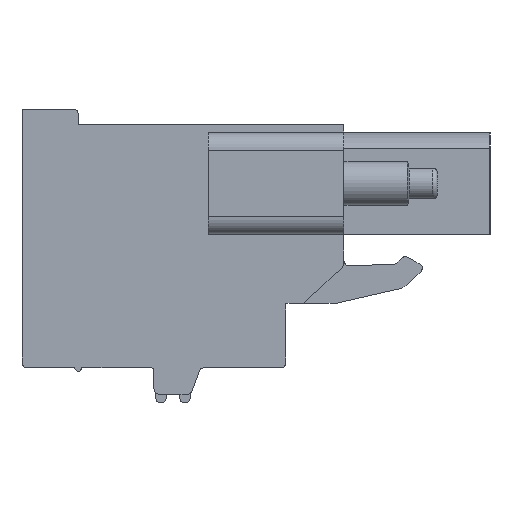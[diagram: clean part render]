
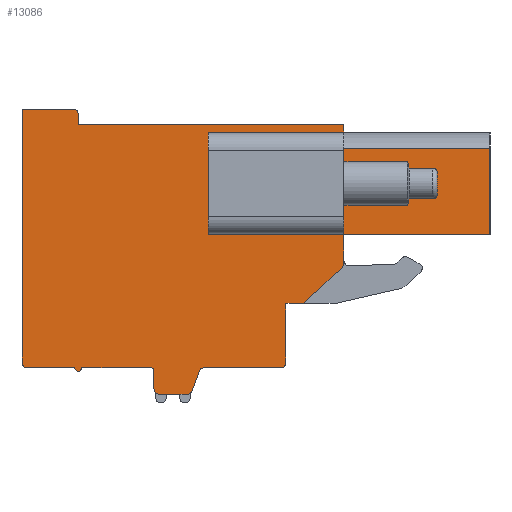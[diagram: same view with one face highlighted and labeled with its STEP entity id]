
A CAD part, left-side view. The second image highlights one B-rep face of the part: STEP entity #13086.
In plain terms, the highlighted planar face has unit normal (-1, 0, 0).
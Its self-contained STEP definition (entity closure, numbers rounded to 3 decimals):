
#1=DIRECTION('',(0.,0.,-1.));
#2=VECTOR('',#1,1.325);
#3=CARTESIAN_POINT('',(0.,-5.66,6.96));
#4=LINE('',#3,#2);
#5=DIRECTION('',(0.,1.,0.));
#6=VECTOR('',#5,8.3);
#7=CARTESIAN_POINT('',(0.,-13.96,5.635));
#8=LINE('',#7,#6);
#9=DIRECTION('',(0.,1.,0.));
#10=VECTOR('',#9,8.3);
#11=CARTESIAN_POINT('',(0.,-13.96,0.73));
#12=LINE('',#11,#10);
#13=DIRECTION('',(0.,0.,-1.));
#14=VECTOR('',#13,1.64);
#15=CARTESIAN_POINT('',(0.,-5.66,0.73));
#16=LINE('',#15,#14);
#17=CARTESIAN_POINT('',(0.,-5.36,-0.91));
#18=DIRECTION('',(1.,0.,0.));
#19=DIRECTION('',(0.,-1.,0.));
#20=AXIS2_PLACEMENT_3D('',#17,#18,#19);
#22=DIRECTION('',(0.,0.731,-0.683));
#23=VECTOR('',#22,3.018);
#24=CARTESIAN_POINT('',(0.,-5.565,-1.129));
#25=LINE('',#24,#23);
#26=DIRECTION('',(0.,1.,0.));
#27=VECTOR('',#26,1.);
#28=CARTESIAN_POINT('',(0.,-3.36,-3.19));
#29=LINE('',#28,#27);
#30=DIRECTION('',(0.,0.,-1.));
#31=VECTOR('',#30,0.5);
#32=CARTESIAN_POINT('',(0.,-2.36,-3.19));
#33=LINE('',#32,#31);
#34=DIRECTION('',(0.,0.,-1.));
#35=VECTOR('',#34,2.35);
#36=CARTESIAN_POINT('',(0.,-2.36,-3.69));
#37=LINE('',#36,#35);
#38=DIRECTION('',(0.,0.,-1.));
#39=VECTOR('',#38,0.5);
#40=CARTESIAN_POINT('',(0.,-2.36,-6.04));
#41=LINE('',#40,#39);
#42=CARTESIAN_POINT('',(0.,-2.06,-6.54));
#43=DIRECTION('',(1.,0.,0.));
#44=DIRECTION('',(0.,-1.,0.));
#45=AXIS2_PLACEMENT_3D('',#42,#43,#44);
#47=DIRECTION('',(0.,1.,0.));
#48=VECTOR('',#47,4.34);
#49=CARTESIAN_POINT('',(0.,-2.06,-6.84));
#50=LINE('',#49,#48);
#51=CARTESIAN_POINT('',(0.,2.28,-7.14));
#52=DIRECTION('',(-1.,0.,0.));
#53=DIRECTION('',(0.,0.,1.));
#54=AXIS2_PLACEMENT_3D('',#51,#52,#53);
#56=DIRECTION('',(0.,0.345,-0.939));
#57=VECTOR('',#56,1.179);
#58=CARTESIAN_POINT('',(0.,2.562,-7.037));
#59=LINE('',#58,#57);
#60=CARTESIAN_POINT('',(0.,3.25,-8.04));
#61=DIRECTION('',(1.,0.,0.));
#62=DIRECTION('',(0.,-0.939,-0.345));
#63=AXIS2_PLACEMENT_3D('',#60,#61,#62);
#65=DIRECTION('',(0.,1.,0.));
#66=VECTOR('',#65,1.59);
#67=CARTESIAN_POINT('',(0.,3.25,-8.34));
#68=LINE('',#67,#66);
#69=CARTESIAN_POINT('',(0.,4.84,-8.04));
#70=DIRECTION('',(1.,0.,0.));
#71=DIRECTION('',(0.,0.,-1.));
#72=AXIS2_PLACEMENT_3D('',#69,#70,#71);
#74=DIRECTION('',(0.,0.,1.));
#75=VECTOR('',#74,1.);
#76=CARTESIAN_POINT('',(0.,5.14,-8.04));
#77=LINE('',#76,#75);
#78=CARTESIAN_POINT('',(0.,5.34,-7.04));
#79=DIRECTION('',(-1.,0.,0.));
#80=DIRECTION('',(0.,-1.,0.));
#81=AXIS2_PLACEMENT_3D('',#78,#79,#80);
#83=DIRECTION('',(0.,1.,0.));
#84=VECTOR('',#83,3.9);
#85=CARTESIAN_POINT('',(0.,5.34,-6.84));
#86=LINE('',#85,#84);
#87=CARTESIAN_POINT('',(0.,9.44,-6.84));
#88=DIRECTION('',(1.,0.,0.));
#89=DIRECTION('',(0.,-1.,0.));
#90=AXIS2_PLACEMENT_3D('',#87,#88,#89);
#92=DIRECTION('',(0.,1.,0.));
#93=VECTOR('',#92,2.7);
#94=CARTESIAN_POINT('',(0.,9.64,-6.84));
#95=LINE('',#94,#93);
#96=CARTESIAN_POINT('',(0.,12.34,-6.54));
#97=DIRECTION('',(1.,0.,0.));
#98=DIRECTION('',(0.,0.,-1.));
#99=AXIS2_PLACEMENT_3D('',#96,#97,#98);
#101=DIRECTION('',(0.,0.,1.));
#102=VECTOR('',#101,0.5);
#103=CARTESIAN_POINT('',(0.,12.64,-6.54));
#104=LINE('',#103,#102);
#105=DIRECTION('',(0.,0.,1.));
#106=VECTOR('',#105,13.9);
#107=CARTESIAN_POINT('',(0.,12.64,-6.04));
#108=LINE('',#107,#106);
#109=DIRECTION('',(0.,-1.,0.));
#110=VECTOR('',#109,2.9);
#111=CARTESIAN_POINT('',(0.,12.64,7.86));
#112=LINE('',#111,#110);
#113=CARTESIAN_POINT('',(0.,9.74,7.56));
#114=DIRECTION('',(1.,0.,0.));
#115=DIRECTION('',(0.,0.,1.));
#116=AXIS2_PLACEMENT_3D('',#113,#114,#115);
#118=DIRECTION('',(0.,0.,-1.));
#119=VECTOR('',#118,0.6);
#120=CARTESIAN_POINT('',(0.,9.44,7.56));
#121=LINE('',#120,#119);
#122=DIRECTION('',(0.,-1.,0.));
#123=VECTOR('',#122,15.1);
#124=CARTESIAN_POINT('',(0.,9.44,6.96));
#125=LINE('',#124,#123);
#126=DIRECTION('',(0.,-1.,0.));
#127=VECTOR('',#126,6.1);
#128=CARTESIAN_POINT('',(0.,2.04,0.73));
#129=LINE('',#128,#127);
#130=DIRECTION('',(0.,0.,1.));
#131=VECTOR('',#130,5.8);
#132=CARTESIAN_POINT('',(0.,-4.06,0.73));
#133=LINE('',#132,#131);
#134=DIRECTION('',(0.,1.,0.));
#135=VECTOR('',#134,6.1);
#136=CARTESIAN_POINT('',(0.,-4.06,6.53));
#137=LINE('',#136,#135);
#8018=DIRECTION('',(0.,0.,1.));
#8019=VECTOR('',#8018,4.905);
#8020=CARTESIAN_POINT('',(0.,-13.96,0.73));
#8021=LINE('',#8020,#8019);
#9652=DIRECTION('',(0.,0.,1.));
#9653=VECTOR('',#9652,5.8);
#9654=CARTESIAN_POINT('',(0.,2.04,0.73));
#9655=LINE('',#9654,#9653);
#9913=CARTESIAN_POINT('',(0.,12.34,-6.84));
#9914=CARTESIAN_POINT('',(0.,12.64,-6.54));
#9915=VERTEX_POINT('',#9913);
#9916=VERTEX_POINT('',#9914);
#9917=CARTESIAN_POINT('',(0.,12.64,-6.04));
#9918=VERTEX_POINT('',#9917);
#9919=CARTESIAN_POINT('',(0.,12.64,7.86));
#9920=VERTEX_POINT('',#9919);
#9921=CARTESIAN_POINT('',(0.,9.74,7.86));
#9922=VERTEX_POINT('',#9921);
#9923=CARTESIAN_POINT('',(0.,9.44,7.56));
#9924=VERTEX_POINT('',#9923);
#9925=CARTESIAN_POINT('',(0.,9.44,6.96));
#9926=VERTEX_POINT('',#9925);
#9927=CARTESIAN_POINT('',(0.,-5.66,6.96));
#9928=VERTEX_POINT('',#9927);
#9929=CARTESIAN_POINT('',(0.,-5.66,-0.91));
#9930=CARTESIAN_POINT('',(0.,-5.565,-1.129));
#9931=VERTEX_POINT('',#9929);
#9932=VERTEX_POINT('',#9930);
#9933=CARTESIAN_POINT('',(0.,-3.36,-3.19));
#9934=VERTEX_POINT('',#9933);
#9935=CARTESIAN_POINT('',(0.,-2.36,-3.19));
#9936=VERTEX_POINT('',#9935);
#9937=CARTESIAN_POINT('',(0.,-2.36,-3.69));
#9938=VERTEX_POINT('',#9937);
#9939=CARTESIAN_POINT('',(0.,-2.36,-6.04));
#9940=VERTEX_POINT('',#9939);
#9941=CARTESIAN_POINT('',(0.,-2.36,-6.54));
#9942=VERTEX_POINT('',#9941);
#9943=CARTESIAN_POINT('',(0.,-2.06,-6.84));
#9944=VERTEX_POINT('',#9943);
#9945=CARTESIAN_POINT('',(0.,2.28,-6.84));
#9946=VERTEX_POINT('',#9945);
#9947=CARTESIAN_POINT('',(0.,2.562,-7.037));
#9948=VERTEX_POINT('',#9947);
#9949=CARTESIAN_POINT('',(0.,2.968,-8.143));
#9950=VERTEX_POINT('',#9949);
#9951=CARTESIAN_POINT('',(0.,3.25,-8.34));
#9952=VERTEX_POINT('',#9951);
#9953=CARTESIAN_POINT('',(0.,4.84,-8.34));
#9954=VERTEX_POINT('',#9953);
#9955=CARTESIAN_POINT('',(0.,5.14,-8.04));
#9956=VERTEX_POINT('',#9955);
#9957=CARTESIAN_POINT('',(0.,5.14,-7.04));
#9958=VERTEX_POINT('',#9957);
#9959=CARTESIAN_POINT('',(0.,5.34,-6.84));
#9960=VERTEX_POINT('',#9959);
#9961=CARTESIAN_POINT('',(0.,9.24,-6.84));
#9962=VERTEX_POINT('',#9961);
#9963=CARTESIAN_POINT('',(0.,9.64,-6.84));
#9964=VERTEX_POINT('',#9963);
#10041=CARTESIAN_POINT('',(0.,-13.96,0.73));
#10042=VERTEX_POINT('',#10041);
#10043=CARTESIAN_POINT('',(0.,-5.66,0.73));
#10044=VERTEX_POINT('',#10043);
#10269=CARTESIAN_POINT('',(0.,-13.96,5.635));
#10271=VERTEX_POINT('',#10269);
#12845=CARTESIAN_POINT('',(0.,2.04,0.73));
#12846=CARTESIAN_POINT('',(0.,2.04,6.53));
#12847=VERTEX_POINT('',#12845);
#12848=VERTEX_POINT('',#12846);
#12853=CARTESIAN_POINT('',(0.,-4.06,0.73));
#12855=VERTEX_POINT('',#12853);
#12857=CARTESIAN_POINT('',(0.,-4.06,6.53));
#12859=VERTEX_POINT('',#12857);
#12861=CARTESIAN_POINT('',(0.,-5.66,5.635));
#12862=VERTEX_POINT('',#12861);
#13009=CARTESIAN_POINT('',(0.,0.,0.));
#13010=DIRECTION('',(1.,0.,0.));
#13011=DIRECTION('',(0.,-1.,0.));
#13012=AXIS2_PLACEMENT_3D('',#13009,#13010,#13011);
#13013=PLANE('',#13012);
#13015=ORIENTED_EDGE('',*,*,#13014,.T.);
#13017=ORIENTED_EDGE('',*,*,#13016,.F.);
#13019=ORIENTED_EDGE('',*,*,#13018,.F.);
#13021=ORIENTED_EDGE('',*,*,#13020,.T.);
#13023=ORIENTED_EDGE('',*,*,#13022,.T.);
#13025=ORIENTED_EDGE('',*,*,#13024,.T.);
#13027=ORIENTED_EDGE('',*,*,#13026,.T.);
#13029=ORIENTED_EDGE('',*,*,#13028,.T.);
#13031=ORIENTED_EDGE('',*,*,#13030,.T.);
#13033=ORIENTED_EDGE('',*,*,#13032,.T.);
#13035=ORIENTED_EDGE('',*,*,#13034,.T.);
#13037=ORIENTED_EDGE('',*,*,#13036,.T.);
#13039=ORIENTED_EDGE('',*,*,#13038,.T.);
#13041=ORIENTED_EDGE('',*,*,#13040,.T.);
#13043=ORIENTED_EDGE('',*,*,#13042,.T.);
#13045=ORIENTED_EDGE('',*,*,#13044,.T.);
#13047=ORIENTED_EDGE('',*,*,#13046,.T.);
#13049=ORIENTED_EDGE('',*,*,#13048,.T.);
#13051=ORIENTED_EDGE('',*,*,#13050,.T.);
#13053=ORIENTED_EDGE('',*,*,#13052,.T.);
#13055=ORIENTED_EDGE('',*,*,#13054,.T.);
#13057=ORIENTED_EDGE('',*,*,#13056,.T.);
#13059=ORIENTED_EDGE('',*,*,#13058,.T.);
#13061=ORIENTED_EDGE('',*,*,#13060,.T.);
#13063=ORIENTED_EDGE('',*,*,#13062,.T.);
#13065=ORIENTED_EDGE('',*,*,#13064,.T.);
#13067=ORIENTED_EDGE('',*,*,#13066,.T.);
#13069=ORIENTED_EDGE('',*,*,#13068,.T.);
#13071=ORIENTED_EDGE('',*,*,#13070,.T.);
#13073=ORIENTED_EDGE('',*,*,#13072,.T.);
#13074=EDGE_LOOP('',(#13015,#13017,#13019,#13021,#13023,#13025,#13027,#13029,
#13031,#13033,#13035,#13037,#13039,#13041,#13043,#13045,#13047,#13049,#13051,
#13053,#13055,#13057,#13059,#13061,#13063,#13065,#13067,#13069,#13071,#13073));
#13075=FACE_OUTER_BOUND('',#13074,.F.);
#13077=ORIENTED_EDGE('',*,*,#13076,.T.);
#13079=ORIENTED_EDGE('',*,*,#13078,.T.);
#13081=ORIENTED_EDGE('',*,*,#13080,.T.);
#13083=ORIENTED_EDGE('',*,*,#13082,.F.);
#13084=EDGE_LOOP('',(#13077,#13079,#13081,#13083));
#13085=FACE_BOUND('',#13084,.F.);
#13086=ADVANCED_FACE('',(#13075,#13085),#13013,.F.);
#21=CIRCLE('',#20,0.3);
#46=CIRCLE('',#45,0.3);
#55=CIRCLE('',#54,0.3);
#64=CIRCLE('',#63,0.3);
#73=CIRCLE('',#72,0.3);
#82=CIRCLE('',#81,0.2);
#91=CIRCLE('',#90,0.2);
#100=CIRCLE('',#99,0.3);
#117=CIRCLE('',#116,0.3);
#13014=EDGE_CURVE('',#9928,#12862,#4,.T.);
#13016=EDGE_CURVE('',#10271,#12862,#8,.T.);
#13018=EDGE_CURVE('',#10042,#10271,#8021,.T.);
#13020=EDGE_CURVE('',#10042,#10044,#12,.T.);
#13022=EDGE_CURVE('',#10044,#9931,#16,.T.);
#13024=EDGE_CURVE('',#9931,#9932,#21,.T.);
#13026=EDGE_CURVE('',#9932,#9934,#25,.T.);
#13028=EDGE_CURVE('',#9934,#9936,#29,.T.);
#13030=EDGE_CURVE('',#9936,#9938,#33,.T.);
#13032=EDGE_CURVE('',#9938,#9940,#37,.T.);
#13034=EDGE_CURVE('',#9940,#9942,#41,.T.);
#13036=EDGE_CURVE('',#9942,#9944,#46,.T.);
#13038=EDGE_CURVE('',#9944,#9946,#50,.T.);
#13040=EDGE_CURVE('',#9946,#9948,#55,.T.);
#13042=EDGE_CURVE('',#9948,#9950,#59,.T.);
#13044=EDGE_CURVE('',#9950,#9952,#64,.T.);
#13046=EDGE_CURVE('',#9952,#9954,#68,.T.);
#13048=EDGE_CURVE('',#9954,#9956,#73,.T.);
#13050=EDGE_CURVE('',#9956,#9958,#77,.T.);
#13052=EDGE_CURVE('',#9958,#9960,#82,.T.);
#13054=EDGE_CURVE('',#9960,#9962,#86,.T.);
#13056=EDGE_CURVE('',#9962,#9964,#91,.T.);
#13058=EDGE_CURVE('',#9964,#9915,#95,.T.);
#13060=EDGE_CURVE('',#9915,#9916,#100,.T.);
#13062=EDGE_CURVE('',#9916,#9918,#104,.T.);
#13064=EDGE_CURVE('',#9918,#9920,#108,.T.);
#13066=EDGE_CURVE('',#9920,#9922,#112,.T.);
#13068=EDGE_CURVE('',#9922,#9924,#117,.T.);
#13070=EDGE_CURVE('',#9924,#9926,#121,.T.);
#13072=EDGE_CURVE('',#9926,#9928,#125,.T.);
#13076=EDGE_CURVE('',#12847,#12855,#129,.T.);
#13078=EDGE_CURVE('',#12855,#12859,#133,.T.);
#13080=EDGE_CURVE('',#12859,#12848,#137,.T.);
#13082=EDGE_CURVE('',#12847,#12848,#9655,.T.);
